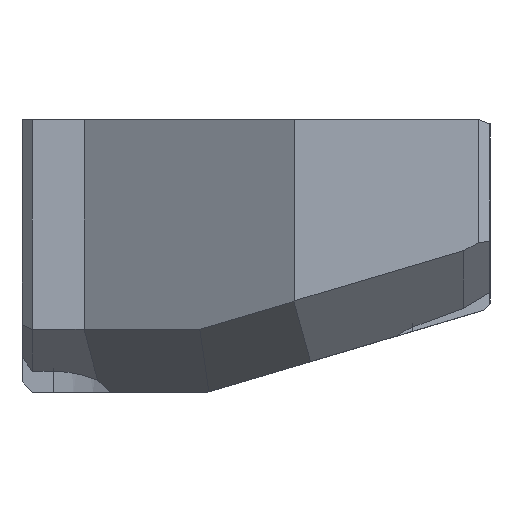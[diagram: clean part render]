
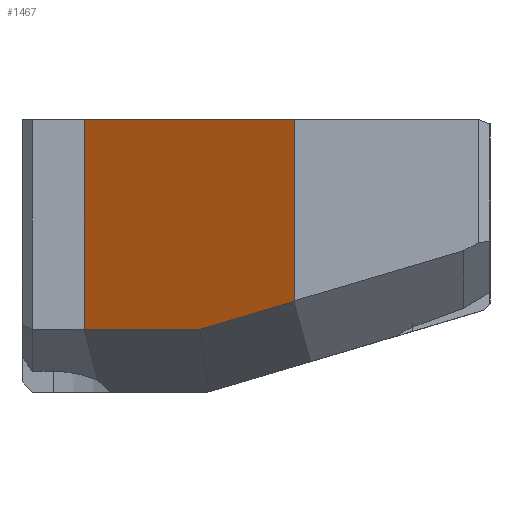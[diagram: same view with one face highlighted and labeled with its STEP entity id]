
A CAD part, left-side view. The second image highlights one B-rep face of the part: STEP entity #1467.
In plain terms, the highlighted planar face has unit normal (-0.866, 0.5, 0).
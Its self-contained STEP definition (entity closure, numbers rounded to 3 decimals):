
#131=PLANE('',#1600);
#213=FACE_OUTER_BOUND('',#299,.T.);
#299=EDGE_LOOP('',(#1337,#1338,#1339,#1340,#1341,#1342));
#369=LINE('',#2024,#487);
#388=LINE('',#2144,#506);
#412=LINE('',#2236,#530);
#429=LINE('',#2270,#547);
#448=LINE('',#3491,#566);
#461=LINE('',#3586,#579);
#487=VECTOR('',#1660,10.);
#506=VECTOR('',#1691,10.);
#530=VECTOR('',#1741,10.);
#547=VECTOR('',#1776,10.);
#566=VECTOR('',#1873,10.);
#579=VECTOR('',#1936,10.);
#617=VERTEX_POINT('',#2021);
#618=VERTEX_POINT('',#2023);
#644=VERTEX_POINT('',#2141);
#645=VERTEX_POINT('',#2143);
#665=VERTEX_POINT('',#2229);
#666=VERTEX_POINT('',#2234);
#759=EDGE_CURVE('',#617,#618,#369,.T.);
#788=EDGE_CURVE('',#645,#644,#388,.T.);
#820=EDGE_CURVE('',#666,#665,#412,.T.);
#837=EDGE_CURVE('',#645,#617,#429,.T.);
#915=EDGE_CURVE('',#618,#666,#448,.T.);
#942=EDGE_CURVE('',#644,#665,#461,.T.);
#1337=ORIENTED_EDGE('',*,*,#759,.F.);
#1338=ORIENTED_EDGE('',*,*,#837,.F.);
#1339=ORIENTED_EDGE('',*,*,#788,.T.);
#1340=ORIENTED_EDGE('',*,*,#942,.T.);
#1341=ORIENTED_EDGE('',*,*,#820,.F.);
#1342=ORIENTED_EDGE('',*,*,#915,.F.);
#1467=ADVANCED_FACE('',(#213),#131,.T.);
#1600=AXIS2_PLACEMENT_3D('',#3585,#1934,#1935);
#1660=DIRECTION('',(0.395,0.683,-0.614));
#1691=DIRECTION('',(0.5,0.866,0.));
#1741=DIRECTION('',(0.5,0.866,0.));
#1776=DIRECTION('',(0.,0.,-1.));
#1873=DIRECTION('',(0.484,0.839,-0.249));
#1934=DIRECTION('center_axis',(-0.866,0.5,0.));
#1935=DIRECTION('ref_axis',(0.5,0.866,0.));
#1936=DIRECTION('',(0.,0.,-1.));
#2021=CARTESIAN_POINT('',(-19.8,26.295,-8.625));
#2023=CARTESIAN_POINT('',(-19.77,26.348,-8.673));
#2024=CARTESIAN_POINT('',(-21.686,23.028,-5.69));
#2141=CARTESIAN_POINT('',(-14.,36.341,0.));
#2143=CARTESIAN_POINT('',(-19.8,26.295,0.));
#2144=CARTESIAN_POINT('',(-19.8,26.295,0.));
#2229=CARTESIAN_POINT('',(-14.,36.341,-10.));
#2234=CARTESIAN_POINT('',(-17.183,30.828,-10.));
#2236=CARTESIAN_POINT('',(-17.291,30.64,-10.));
#2270=CARTESIAN_POINT('',(-19.8,26.295,0.));
#3491=CARTESIAN_POINT('',(-17.914,29.562,-9.625));
#3585=CARTESIAN_POINT('Origin',(-19.8,26.295,0.));
#3586=CARTESIAN_POINT('',(-14.,36.341,0.));
